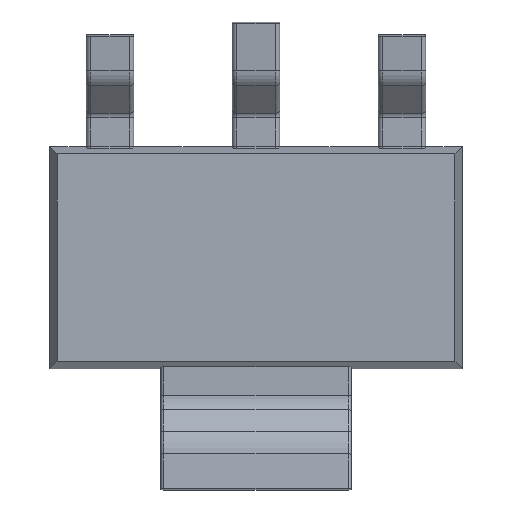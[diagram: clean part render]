
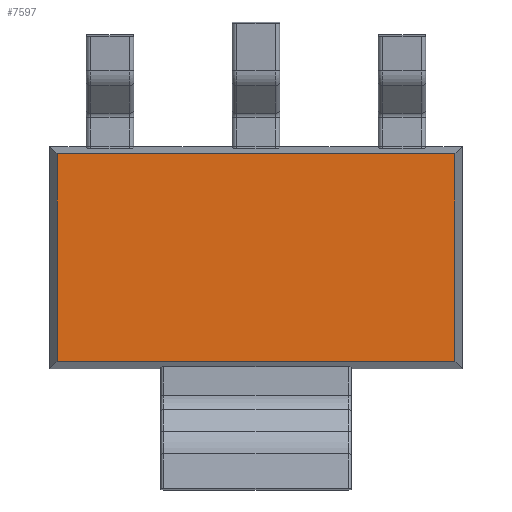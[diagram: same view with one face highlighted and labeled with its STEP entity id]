
A CAD part, front view. The second image highlights one B-rep face of the part: STEP entity #7597.
In plain terms, the highlighted planar face has unit normal (0, -1, 0).
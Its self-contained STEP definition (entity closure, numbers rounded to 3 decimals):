
#1398=FACE_OUTER_BOUND('',#1826,.T.);
#1826=EDGE_LOOP('',(#7047,#7048,#7049,#7050));
#2311=LINE('',#14204,#2905);
#2416=LINE('',#14580,#3010);
#2419=LINE('',#14585,#3013);
#2420=LINE('',#14588,#3014);
#2905=VECTOR('',#9000,10.);
#3010=VECTOR('',#9435,10.);
#3013=VECTOR('',#9440,10.);
#3014=VECTOR('',#9445,10.);
#3618=VERTEX_POINT('',#14201);
#3619=VERTEX_POINT('',#14203);
#3725=VERTEX_POINT('',#14578);
#3726=VERTEX_POINT('',#14582);
#4641=EDGE_CURVE('',#3619,#3618,#2311,.T.);
#4830=EDGE_CURVE('',#3618,#3725,#2416,.T.);
#4833=EDGE_CURVE('',#3726,#3619,#2419,.T.);
#4834=EDGE_CURVE('',#3725,#3726,#2420,.T.);
#7047=ORIENTED_EDGE('',*,*,#4830,.T.);
#7048=ORIENTED_EDGE('',*,*,#4834,.T.);
#7049=ORIENTED_EDGE('',*,*,#4833,.T.);
#7050=ORIENTED_EDGE('',*,*,#4641,.T.);
#7184=PLANE('',#8025);
#7597=ADVANCED_FACE('',(#1398),#7184,.F.);
#8025=AXIS2_PLACEMENT_3D('',#14590,#9448,#9449);
#9000=DIRECTION('',(-1.,0.,0.));
#9435=DIRECTION('',(0.,0.,-1.));
#9440=DIRECTION('',(0.,0.,1.));
#9445=DIRECTION('',(1.,0.,0.));
#9448=DIRECTION('center_axis',(0.,1.,0.));
#9449=DIRECTION('ref_axis',(1.,0.,0.));
#14201=CARTESIAN_POINT('',(-3.135,0.,1.635));
#14203=CARTESIAN_POINT('',(3.135,0.,1.635));
#14204=CARTESIAN_POINT('',(-1.625,0.,1.635));
#14578=CARTESIAN_POINT('',(-3.135,0.,-1.635));
#14580=CARTESIAN_POINT('',(-3.135,0.,0.875));
#14582=CARTESIAN_POINT('',(3.135,0.,-1.635));
#14585=CARTESIAN_POINT('',(3.135,0.,0.875));
#14588=CARTESIAN_POINT('',(-1.625,0.,-1.635));
#14590=CARTESIAN_POINT('Origin',(0.,0.,0.));
